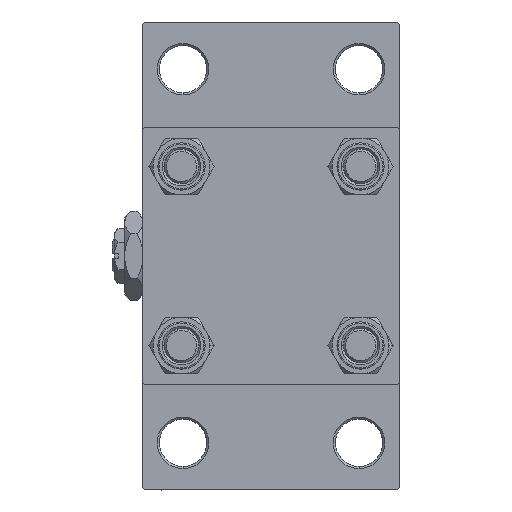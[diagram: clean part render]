
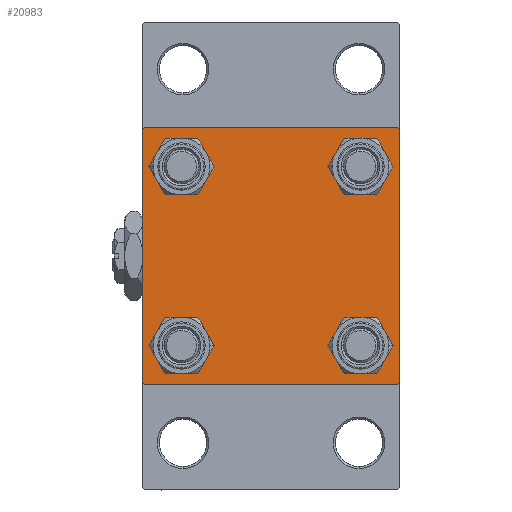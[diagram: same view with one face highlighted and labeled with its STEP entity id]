
A CAD part, left-side view. The second image highlights one B-rep face of the part: STEP entity #20983.
In plain terms, the highlighted planar face has unit normal (-1, 0, 0).
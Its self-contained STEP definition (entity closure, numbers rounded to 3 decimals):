
#234 = CARTESIAN_POINT ( 'NONE',  ( 0., -29.5, -30. ) ) ;
#260 = ORIENTED_EDGE ( 'NONE', *, *, #16734, .F. ) ;
#558 = VERTEX_POINT ( 'NONE', #11801 ) ;
#1058 = ORIENTED_EDGE ( 'NONE', *, *, #19777, .T. ) ;
#1337 = EDGE_CURVE ( 'NONE', #16315, #23862, #40868, .T. ) ;
#1624 = EDGE_LOOP ( 'NONE', ( #3996, #34966 ) ) ;
#1834 = LINE ( 'NONE', #24479, #13392 ) ;
#2310 = CARTESIAN_POINT ( 'NONE',  ( 0., -20.85, 20.85 ) ) ;
#2846 = AXIS2_PLACEMENT_3D ( 'NONE', #8310, #23217, #42914 ) ;
#2937 = LINE ( 'NONE', #10185, #42985 ) ;
#3197 = DIRECTION ( 'NONE',  ( 1., 0., 0. ) ) ;
#3324 = CIRCLE ( 'NONE', #9709, 4.5 ) ;
#3996 = ORIENTED_EDGE ( 'NONE', *, *, #6435, .T. ) ;
#4328 = CARTESIAN_POINT ( 'NONE',  ( 0., 29.75, 29.75 ) ) ;
#4400 = ORIENTED_EDGE ( 'NONE', *, *, #13794, .T. ) ;
#4709 = FACE_BOUND ( 'NONE', #1624, .T. ) ;
#4783 = EDGE_CURVE ( 'NONE', #38887, #43521, #31232, .T. ) ;
#4932 = VERTEX_POINT ( 'NONE', #29200 ) ;
#5505 = VECTOR ( 'NONE', #13454, 1000. ) ;
#5866 = DIRECTION ( 'NONE',  ( 1., 0., 0. ) ) ;
#6188 = CIRCLE ( 'NONE', #36409, 4.5 ) ;
#6207 = DIRECTION ( 'NONE',  ( 1., 0., 0. ) ) ;
#6226 = AXIS2_PLACEMENT_3D ( 'NONE', #26108, #29857, #33608 ) ;
#6435 = EDGE_CURVE ( 'NONE', #4932, #34315, #40276, .T. ) ;
#6740 = DIRECTION ( 'NONE',  ( 1., 0., 0. ) ) ;
#6990 = CARTESIAN_POINT ( 'NONE',  ( 0., -30., 29.5 ) ) ;
#7466 = FACE_OUTER_BOUND ( 'NONE', #28995, .T. ) ;
#7648 = LINE ( 'NONE', #48755, #41814 ) ;
#8224 = AXIS2_PLACEMENT_3D ( 'NONE', #36598, #3197, #25617 ) ;
#8310 = CARTESIAN_POINT ( 'NONE',  ( 0., 20.85, 20.85 ) ) ;
#8332 = VECTOR ( 'NONE', #12133, 1000. ) ;
#9709 = AXIS2_PLACEMENT_3D ( 'NONE', #20930, #6740, #21666 ) ;
#10185 = CARTESIAN_POINT ( 'NONE',  ( 0., 30., 30. ) ) ;
#10523 = AXIS2_PLACEMENT_3D ( 'NONE', #46277, #27816, #23826 ) ;
#11729 = EDGE_LOOP ( 'NONE', ( #21838, #28834 ) ) ;
#11772 = VECTOR ( 'NONE', #23774, 1000. ) ;
#11801 = CARTESIAN_POINT ( 'NONE',  ( 0., -20.85, -16.35 ) ) ;
#12133 = DIRECTION ( 'NONE',  ( 0., 0., -1. ) ) ;
#12186 = FACE_BOUND ( 'NONE', #39579, .T. ) ;
#12198 = CARTESIAN_POINT ( 'NONE',  ( 0., -29.5, 30. ) ) ;
#13279 = DIRECTION ( 'NONE',  ( 0., 0., 1. ) ) ;
#13392 = VECTOR ( 'NONE', #46457, 1000. ) ;
#13454 = DIRECTION ( 'NONE',  ( 0., -0.707, 0.707 ) ) ;
#13794 = EDGE_CURVE ( 'NONE', #33297, #36481, #6188, .T. ) ;
#13994 = DIRECTION ( 'NONE',  ( 0., 0.707, 0.707 ) ) ;
#14227 = CARTESIAN_POINT ( 'NONE',  ( 0., -29.75, 29.75 ) ) ;
#14614 = CARTESIAN_POINT ( 'NONE',  ( 0., 20.85, -16.35 ) ) ;
#15793 = EDGE_CURVE ( 'NONE', #34882, #20090, #1834, .T. ) ;
#16158 = VERTEX_POINT ( 'NONE', #6990 ) ;
#16236 = VERTEX_POINT ( 'NONE', #30874 ) ;
#16315 = VERTEX_POINT ( 'NONE', #14614 ) ;
#16734 = EDGE_CURVE ( 'NONE', #16158, #43023, #43462, .T. ) ;
#16889 = ORIENTED_EDGE ( 'NONE', *, *, #38122, .T. ) ;
#16996 = AXIS2_PLACEMENT_3D ( 'NONE', #35770, #5866, #25021 ) ;
#18311 = EDGE_CURVE ( 'NONE', #558, #18881, #27692, .T. ) ;
#18881 = VERTEX_POINT ( 'NONE', #37658 ) ;
#19152 = PLANE ( 'NONE',  #35776 ) ;
#19273 = ORIENTED_EDGE ( 'NONE', *, *, #18311, .T. ) ;
#19517 = DIRECTION ( 'NONE',  ( 0., 0.707, -0.707 ) ) ;
#19777 = EDGE_CURVE ( 'NONE', #20090, #43023, #28396, .T. ) ;
#20090 = VERTEX_POINT ( 'NONE', #234 ) ;
#20146 = CARTESIAN_POINT ( 'NONE',  ( 0., 29.5, -30. ) ) ;
#20390 = EDGE_CURVE ( 'NONE', #36481, #33297, #37332, .T. ) ;
#20930 = CARTESIAN_POINT ( 'NONE',  ( 0., -20.85, -20.85 ) ) ;
#20983 = ADVANCED_FACE ( 'NONE', ( #46324, #12186, #42578, #4709, #7466 ), #19152, .T. ) ;
#21666 = DIRECTION ( 'NONE',  ( 0., 0., 1. ) ) ;
#21684 = CARTESIAN_POINT ( 'NONE',  ( 0., 29.5, 30. ) ) ;
#21838 = ORIENTED_EDGE ( 'NONE', *, *, #1337, .T. ) ;
#22631 = CARTESIAN_POINT ( 'NONE',  ( 0., 0., 0. ) ) ;
#23125 = DIRECTION ( 'NONE',  ( 0., 0., 1. ) ) ;
#23217 = DIRECTION ( 'NONE',  ( 1., 0., 0. ) ) ;
#23472 = CARTESIAN_POINT ( 'NONE',  ( 0., -20.85, 25.35 ) ) ;
#23774 = DIRECTION ( 'NONE',  ( 0., 0., -1. ) ) ;
#23826 = DIRECTION ( 'NONE',  ( 0., 0., 1. ) ) ;
#23862 = VERTEX_POINT ( 'NONE', #38826 ) ;
#24479 = CARTESIAN_POINT ( 'NONE',  ( 0., 30., -30. ) ) ;
#24890 = CIRCLE ( 'NONE', #8224, 4.5 ) ;
#25021 = DIRECTION ( 'NONE',  ( 0., 0., 1. ) ) ;
#25336 = CARTESIAN_POINT ( 'NONE',  ( 0., -30., -29.5 ) ) ;
#25598 = DIRECTION ( 'NONE',  ( 0., -1., 0. ) ) ;
#25617 = DIRECTION ( 'NONE',  ( 0., 0., 1. ) ) ;
#26108 = CARTESIAN_POINT ( 'NONE',  ( 0., -20.85, -20.85 ) ) ;
#27692 = CIRCLE ( 'NONE', #6226, 4.5 ) ;
#27816 = DIRECTION ( 'NONE',  ( 1., 0., 0. ) ) ;
#28052 = LINE ( 'NONE', #43263, #8332 ) ;
#28396 = LINE ( 'NONE', #31896, #5505 ) ;
#28590 = ORIENTED_EDGE ( 'NONE', *, *, #20390, .T. ) ;
#28711 = DIRECTION ( 'NONE',  ( 1., 0., 0. ) ) ;
#28834 = ORIENTED_EDGE ( 'NONE', *, *, #32792, .T. ) ;
#28995 = EDGE_LOOP ( 'NONE', ( #42963, #16889, #47147, #1058, #260, #44884, #41391, #31743 ) ) ;
#29200 = CARTESIAN_POINT ( 'NONE',  ( 0., 20.85, 25.35 ) ) ;
#29330 = EDGE_LOOP ( 'NONE', ( #28590, #4400 ) ) ;
#29857 = DIRECTION ( 'NONE',  ( 1., 0., 0. ) ) ;
#30150 = EDGE_CURVE ( 'NONE', #18881, #558, #3324, .T. ) ;
#30634 = EDGE_CURVE ( 'NONE', #34315, #4932, #45556, .T. ) ;
#30874 = CARTESIAN_POINT ( 'NONE',  ( 0., 30., -29.5 ) ) ;
#30887 = ORIENTED_EDGE ( 'NONE', *, *, #30150, .T. ) ;
#31232 = LINE ( 'NONE', #4328, #39386 ) ;
#31743 = ORIENTED_EDGE ( 'NONE', *, *, #4783, .T. ) ;
#31896 = CARTESIAN_POINT ( 'NONE',  ( 0., -29.75, -29.75 ) ) ;
#31997 = CARTESIAN_POINT ( 'NONE',  ( 0., -30., 30. ) ) ;
#32110 = CARTESIAN_POINT ( 'NONE',  ( 0., -20.85, 20.85 ) ) ;
#32792 = EDGE_CURVE ( 'NONE', #23862, #16315, #24890, .T. ) ;
#33201 = CARTESIAN_POINT ( 'NONE',  ( 0., 20.85, 16.35 ) ) ;
#33297 = VERTEX_POINT ( 'NONE', #38271 ) ;
#33608 = DIRECTION ( 'NONE',  ( 0., 0., 1. ) ) ;
#34315 = VERTEX_POINT ( 'NONE', #33201 ) ;
#34489 = CARTESIAN_POINT ( 'NONE',  ( 0., 30., 29.5 ) ) ;
#34882 = VERTEX_POINT ( 'NONE', #20146 ) ;
#34966 = ORIENTED_EDGE ( 'NONE', *, *, #30634, .T. ) ;
#35221 = EDGE_CURVE ( 'NONE', #43521, #16236, #28052, .T. ) ;
#35770 = CARTESIAN_POINT ( 'NONE',  ( 0., 20.85, -20.85 ) ) ;
#35776 = AXIS2_PLACEMENT_3D ( 'NONE', #22631, #37858, #23125 ) ;
#36409 = AXIS2_PLACEMENT_3D ( 'NONE', #32110, #6207, #36595 ) ;
#36481 = VERTEX_POINT ( 'NONE', #23472 ) ;
#36595 = DIRECTION ( 'NONE',  ( 0., 0., 1. ) ) ;
#36598 = CARTESIAN_POINT ( 'NONE',  ( 0., 20.85, -20.85 ) ) ;
#37332 = CIRCLE ( 'NONE', #43706, 4.5 ) ;
#37433 = EDGE_CURVE ( 'NONE', #16158, #45807, #47893, .T. ) ;
#37658 = CARTESIAN_POINT ( 'NONE',  ( 0., -20.85, -25.35 ) ) ;
#37858 = DIRECTION ( 'NONE',  ( -1., 0., 0. ) ) ;
#38122 = EDGE_CURVE ( 'NONE', #16236, #34882, #7648, .T. ) ;
#38271 = CARTESIAN_POINT ( 'NONE',  ( 0., -20.85, 16.35 ) ) ;
#38826 = CARTESIAN_POINT ( 'NONE',  ( 0., 20.85, -25.35 ) ) ;
#38887 = VERTEX_POINT ( 'NONE', #21684 ) ;
#39386 = VECTOR ( 'NONE', #19517, 1000. ) ;
#39579 = EDGE_LOOP ( 'NONE', ( #19273, #30887 ) ) ;
#40219 = VECTOR ( 'NONE', #13994, 1000. ) ;
#40276 = CIRCLE ( 'NONE', #2846, 4.5 ) ;
#40868 = CIRCLE ( 'NONE', #16996, 4.5 ) ;
#41391 = ORIENTED_EDGE ( 'NONE', *, *, #45989, .F. ) ;
#41814 = VECTOR ( 'NONE', #42012, 1000. ) ;
#42012 = DIRECTION ( 'NONE',  ( 0., -0.707, -0.707 ) ) ;
#42578 = FACE_BOUND ( 'NONE', #11729, .T. ) ;
#42914 = DIRECTION ( 'NONE',  ( 0., 0., 1. ) ) ;
#42963 = ORIENTED_EDGE ( 'NONE', *, *, #35221, .T. ) ;
#42985 = VECTOR ( 'NONE', #25598, 1000. ) ;
#43023 = VERTEX_POINT ( 'NONE', #25336 ) ;
#43263 = CARTESIAN_POINT ( 'NONE',  ( 0., 30., 30. ) ) ;
#43462 = LINE ( 'NONE', #31997, #11772 ) ;
#43521 = VERTEX_POINT ( 'NONE', #34489 ) ;
#43706 = AXIS2_PLACEMENT_3D ( 'NONE', #2310, #28711, #13279 ) ;
#44884 = ORIENTED_EDGE ( 'NONE', *, *, #37433, .T. ) ;
#45556 = CIRCLE ( 'NONE', #10523, 4.5 ) ;
#45807 = VERTEX_POINT ( 'NONE', #12198 ) ;
#45989 = EDGE_CURVE ( 'NONE', #38887, #45807, #2937, .T. ) ;
#46277 = CARTESIAN_POINT ( 'NONE',  ( 0., 20.85, 20.85 ) ) ;
#46324 = FACE_BOUND ( 'NONE', #29330, .T. ) ;
#46457 = DIRECTION ( 'NONE',  ( 0., -1., 0. ) ) ;
#47147 = ORIENTED_EDGE ( 'NONE', *, *, #15793, .T. ) ;
#47893 = LINE ( 'NONE', #14227, #40219 ) ;
#48755 = CARTESIAN_POINT ( 'NONE',  ( 0., 29.75, -29.75 ) ) ;
